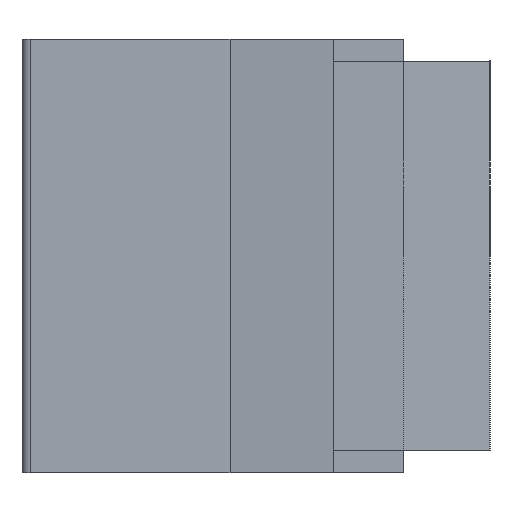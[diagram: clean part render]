
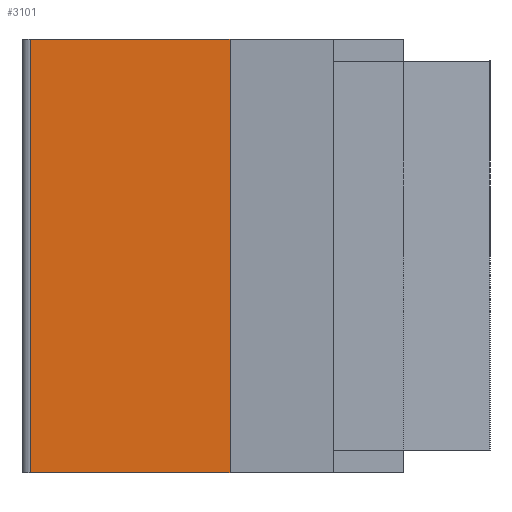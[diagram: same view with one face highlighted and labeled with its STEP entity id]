
A CAD part, left-side view. The second image highlights one B-rep face of the part: STEP entity #3101.
In plain terms, the highlighted planar face has unit normal (-1, 0, 0).
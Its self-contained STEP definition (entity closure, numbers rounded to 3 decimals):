
#910 = LINE ( 'NONE', #6454, #919 ) ;
#912 = LINE ( 'NONE', #6462, #915 ) ;
#914 = LINE ( 'NONE', #6464, #917 ) ;
#915 = VECTOR ( 'NONE', #6463, 1000. ) ;
#917 = VECTOR ( 'NONE', #6465, 1000. ) ;
#918 = LINE ( 'NONE', #6467, #921 ) ;
#919 = VECTOR ( 'NONE', #6466, 1000. ) ;
#921 = VECTOR ( 'NONE', #6468, 1000. ) ;
#1709 = ORIENTED_EDGE ( 'NONE', *, *, #6970, .T. ) ;
#1710 = ORIENTED_EDGE ( 'NONE', *, *, #6969, .F. ) ;
#1711 = ORIENTED_EDGE ( 'NONE', *, *, #6971, .F. ) ;
#1712 = ORIENTED_EDGE ( 'NONE', *, *, #6972, .T. ) ;
#1808 = EDGE_LOOP ( 'NONE', ( #1709, #1710, #1711, #1712 ) ) ;
#2243 = CARTESIAN_POINT ( 'NONE',  ( -80.685, 5.06, -12.5 ) ) ;
#2247 = CARTESIAN_POINT ( 'NONE',  ( -80.685, 16.56, -12.5 ) ) ;
#2252 = CARTESIAN_POINT ( 'NONE',  ( -80.685, 5.06, 12.5 ) ) ;
#2254 = CARTESIAN_POINT ( 'NONE',  ( -80.685, 16.56, 12.5 ) ) ;
#3101 = ADVANCED_FACE ( 'NONE', ( #5711 ), #7021, .F. ) ;
#3802 = AXIS2_PLACEMENT_3D ( 'NONE', #7017, #7023, #7024 ) ;
#5005 = VERTEX_POINT ( 'NONE', #2243 ) ;
#5009 = VERTEX_POINT ( 'NONE', #2247 ) ;
#5014 = VERTEX_POINT ( 'NONE', #2252 ) ;
#5016 = VERTEX_POINT ( 'NONE', #2254 ) ;
#5711 = FACE_OUTER_BOUND ( 'NONE', #1808, .T. ) ;
#6454 = CARTESIAN_POINT ( 'NONE',  ( -80.685, 5.06, 12.5 ) ) ;
#6462 = CARTESIAN_POINT ( 'NONE',  ( -80.685, 5.06, 12.5 ) ) ;
#6463 = DIRECTION ( 'NONE',  ( 0., 0., -1. ) ) ;
#6464 = CARTESIAN_POINT ( 'NONE',  ( -80.685, 5.06, -12.5 ) ) ;
#6465 = DIRECTION ( 'NONE',  ( 0., -1., 0. ) ) ;
#6466 = DIRECTION ( 'NONE',  ( 0., -1., 0. ) ) ;
#6467 = CARTESIAN_POINT ( 'NONE',  ( -80.685, 16.56, 12.5 ) ) ;
#6468 = DIRECTION ( 'NONE',  ( 0., 0., -1. ) ) ;
#6969 = EDGE_CURVE ( 'NONE', #5014, #5005, #912, .T. ) ;
#6970 = EDGE_CURVE ( 'NONE', #5009, #5005, #914, .T. ) ;
#6971 = EDGE_CURVE ( 'NONE', #5016, #5014, #910, .T. ) ;
#6972 = EDGE_CURVE ( 'NONE', #5016, #5009, #918, .T. ) ;
#7017 = CARTESIAN_POINT ( 'NONE',  ( -80.685, 5.06, 12.5 ) ) ;
#7021 = PLANE ( 'NONE',  #3802 ) ;
#7023 = DIRECTION ( 'NONE',  ( 1., 0., 0. ) ) ;
#7024 = DIRECTION ( 'NONE',  ( 0., 0., -1. ) ) ;
